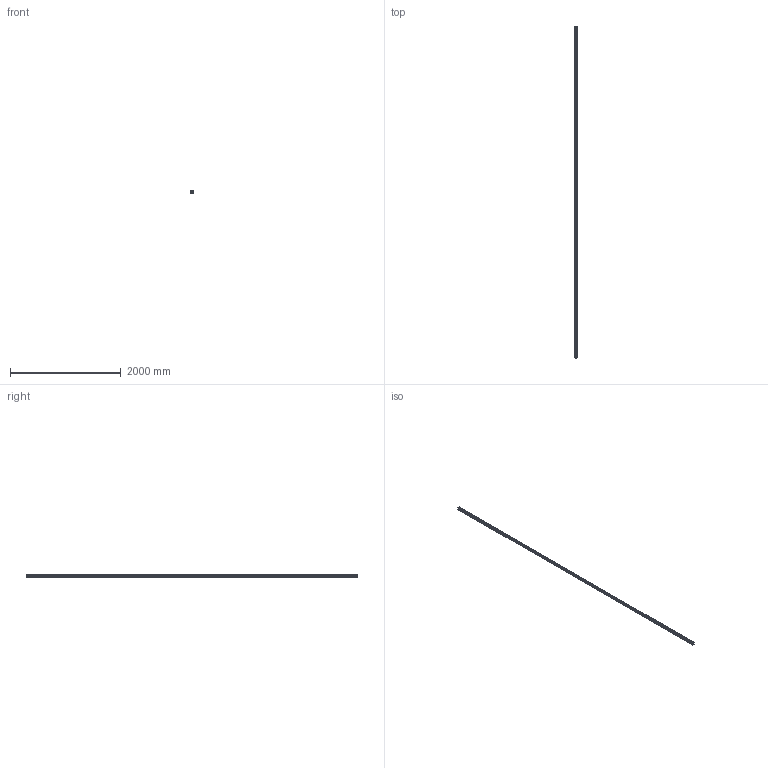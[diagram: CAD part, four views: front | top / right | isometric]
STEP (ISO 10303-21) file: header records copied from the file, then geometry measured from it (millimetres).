
FILE_DESCRIPTION((''),'2;1');
FILE_NAME('611060_PRT','2018-12-05T12:05:25',('tomasz.grudniewski'),(''),'CREO PARAMETRIC BY PTC INC, 2018260','CREO PARAMETRIC BY PTC INC, 2018260','');
FILE_SCHEMA(('CONFIG_CONTROL_DESIGN'));
Length unit declared in the file: millimetre
Products named in the file (1): 611060_PRT
Bounding box: 40 x 6000 x 38.21 mm (x, y, z)
Volume: 750371.6 mm3; surface area: 1297651.5 mm2
Topology: 1 solids, 1 shells, 1478 faces, 4396 edges, 2920 vertices
Faces by surface type: plane 750, cylinder 728
Entity records: 51378 total; most frequent: DIRECTION 8808, CARTESIAN_POINT 8794, ORIENTED_EDGE 8792, EDGE_CURVE 4396, VECTOR 2940, LINE 2940, AXIS2_PLACEMENT_3D 2934, VERTEX_POINT 2920
